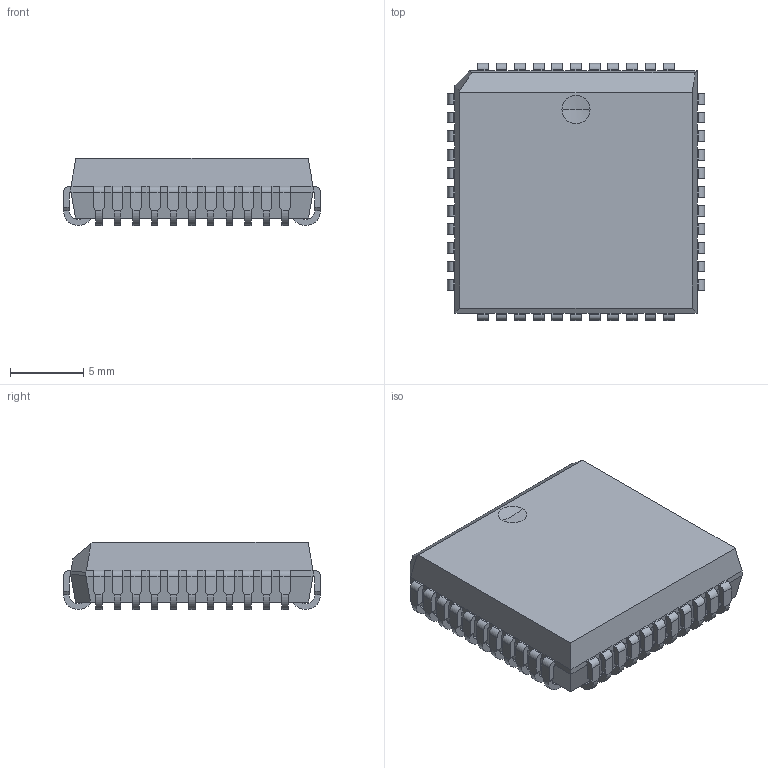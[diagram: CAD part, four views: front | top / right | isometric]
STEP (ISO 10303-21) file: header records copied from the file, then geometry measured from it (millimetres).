
FILE_DESCRIPTION (( 'STEP AP214' ), '1' );
FILE_NAME ('PLCC44.STEP', '2022-07-29T18:26:03', ( 'admin' ), ( 'Microsoft' ), 'SwSTEP 2.0', 'SolidWorks 2017', '' );
FILE_SCHEMA (( 'AUTOMOTIVE_DESIGN' ));
Length unit declared in the file: millimetre
Products named in the file (1): PLCC44
Bounding box: 17.53 x 17.53 x 4.57 mm (x, y, z)
Volume: 1092.6 mm3; surface area: 1047.7 mm2
Topology: 1 solids, 1 shells, 726 faces, 1942 edges, 1175 vertices
Faces by surface type: plane 502, cylinder 222, sphere 2
Entity records: 30294 total; most frequent: ORIENTED_EDGE 3884, CARTESIAN_POINT 3844, DIRECTION 3842, EDGE_CURVE 1942, LINE 1496, VECTOR 1496, VERTEX_POINT 1175, AXIS2_PLACEMENT_3D 1173
